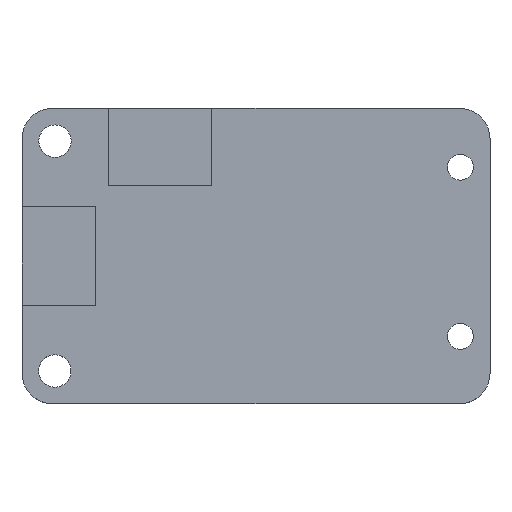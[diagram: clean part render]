
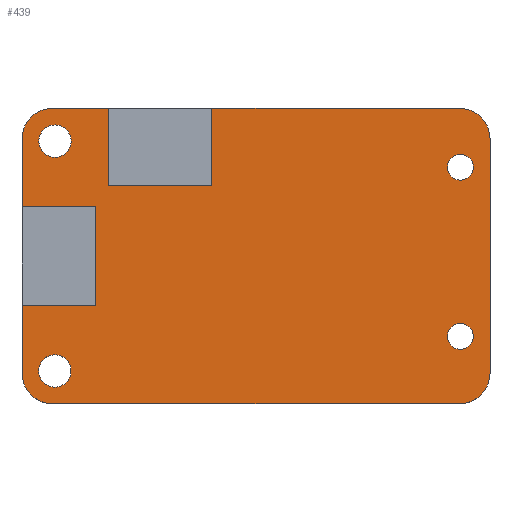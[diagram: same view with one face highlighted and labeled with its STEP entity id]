
A CAD part, top view. The second image highlights one B-rep face of the part: STEP entity #439.
In plain terms, the highlighted planar face has unit normal (0, 0, 1).
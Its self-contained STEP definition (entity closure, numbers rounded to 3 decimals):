
#19=FACE_BOUND('',#74,.T.);
#20=FACE_BOUND('',#75,.T.);
#21=FACE_BOUND('',#76,.T.);
#22=FACE_BOUND('',#77,.T.);
#28=PLANE('',#483);
#47=FACE_OUTER_BOUND('',#73,.T.);
#73=EDGE_LOOP('',(#317,#318,#319,#320,#321,#322,#323,#324));
#74=EDGE_LOOP('',(#325));
#75=EDGE_LOOP('',(#326));
#76=EDGE_LOOP('',(#327));
#77=EDGE_LOOP('',(#328));
#107=LINE('',#663,#151);
#110=LINE('',#669,#154);
#111=LINE('',#673,#155);
#112=LINE('',#677,#156);
#151=VECTOR('',#533,10.);
#154=VECTOR('',#538,10.);
#155=VECTOR('',#541,10.);
#156=VECTOR('',#544,10.);
#194=CIRCLE('',#481,2.36);
#195=CIRCLE('',#484,2.36);
#196=CIRCLE('',#485,2.36);
#197=CIRCLE('',#486,2.36);
#198=CIRCLE('',#487,1.25);
#199=CIRCLE('',#488,1.25);
#200=CIRCLE('',#489,1.);
#201=CIRCLE('',#490,1.);
#211=VERTEX_POINT('',#656);
#212=VERTEX_POINT('',#658);
#213=VERTEX_POINT('',#662);
#215=VERTEX_POINT('',#668);
#216=VERTEX_POINT('',#670);
#217=VERTEX_POINT('',#672);
#218=VERTEX_POINT('',#674);
#219=VERTEX_POINT('',#676);
#220=VERTEX_POINT('',#679);
#221=VERTEX_POINT('',#681);
#222=VERTEX_POINT('',#683);
#223=VERTEX_POINT('',#685);
#251=EDGE_CURVE('',#211,#212,#194,.T.);
#253=EDGE_CURVE('',#213,#212,#107,.T.);
#256=EDGE_CURVE('',#211,#215,#110,.T.);
#257=EDGE_CURVE('',#216,#215,#195,.T.);
#258=EDGE_CURVE('',#217,#216,#111,.T.);
#259=EDGE_CURVE('',#218,#217,#196,.T.);
#260=EDGE_CURVE('',#218,#219,#112,.T.);
#261=EDGE_CURVE('',#213,#219,#197,.T.);
#262=EDGE_CURVE('',#220,#220,#198,.T.);
#263=EDGE_CURVE('',#221,#221,#199,.T.);
#264=EDGE_CURVE('',#222,#222,#200,.T.);
#265=EDGE_CURVE('',#223,#223,#201,.T.);
#317=ORIENTED_EDGE('',*,*,#251,.F.);
#318=ORIENTED_EDGE('',*,*,#256,.T.);
#319=ORIENTED_EDGE('',*,*,#257,.F.);
#320=ORIENTED_EDGE('',*,*,#258,.F.);
#321=ORIENTED_EDGE('',*,*,#259,.F.);
#322=ORIENTED_EDGE('',*,*,#260,.T.);
#323=ORIENTED_EDGE('',*,*,#261,.F.);
#324=ORIENTED_EDGE('',*,*,#253,.T.);
#325=ORIENTED_EDGE('',*,*,#262,.T.);
#326=ORIENTED_EDGE('',*,*,#263,.T.);
#327=ORIENTED_EDGE('',*,*,#264,.T.);
#328=ORIENTED_EDGE('',*,*,#265,.T.);
#439=ADVANCED_FACE('',(#47,#19,#20,#21,#22),#28,.T.);
#481=AXIS2_PLACEMENT_3D('',#659,#528,#529);
#483=AXIS2_PLACEMENT_3D('',#667,#536,#537);
#484=AXIS2_PLACEMENT_3D('',#671,#539,#540);
#485=AXIS2_PLACEMENT_3D('',#675,#542,#543);
#486=AXIS2_PLACEMENT_3D('',#678,#545,#546);
#487=AXIS2_PLACEMENT_3D('',#680,#547,#548);
#488=AXIS2_PLACEMENT_3D('',#682,#549,#550);
#489=AXIS2_PLACEMENT_3D('',#684,#551,#552);
#490=AXIS2_PLACEMENT_3D('',#686,#553,#554);
#528=DIRECTION('center_axis',(0.,0.,-1.));
#529=DIRECTION('ref_axis',(0.707,-0.707,0.));
#533=DIRECTION('',(1.,0.,0.));
#536=DIRECTION('center_axis',(0.,0.,1.));
#537=DIRECTION('ref_axis',(1.,0.,0.));
#538=DIRECTION('',(0.,1.,0.));
#539=DIRECTION('center_axis',(0.,0.,-1.));
#540=DIRECTION('ref_axis',(0.707,0.707,0.));
#541=DIRECTION('',(1.,0.,0.));
#542=DIRECTION('center_axis',(0.,0.,-1.));
#543=DIRECTION('ref_axis',(-0.707,0.707,0.));
#544=DIRECTION('',(0.,-1.,0.));
#545=DIRECTION('center_axis',(0.,0.,-1.));
#546=DIRECTION('ref_axis',(-0.707,-0.707,0.));
#547=DIRECTION('center_axis',(0.,0.,-1.));
#548=DIRECTION('ref_axis',(1.,0.,0.));
#549=DIRECTION('center_axis',(0.,0.,-1.));
#550=DIRECTION('ref_axis',(1.,0.,0.));
#551=DIRECTION('center_axis',(0.,0.,-1.));
#552=DIRECTION('ref_axis',(1.,0.,0.));
#553=DIRECTION('center_axis',(0.,0.,-1.));
#554=DIRECTION('ref_axis',(1.,0.,0.));
#656=CARTESIAN_POINT('',(36.2,2.36,0.));
#658=CARTESIAN_POINT('',(33.84,0.,0.));
#659=CARTESIAN_POINT('Origin',(33.84,2.36,0.));
#662=CARTESIAN_POINT('',(2.36,0.,0.));
#663=CARTESIAN_POINT('',(0.,0.,0.));
#667=CARTESIAN_POINT('Origin',(18.1,11.43,0.));
#668=CARTESIAN_POINT('',(36.2,20.5,0.));
#669=CARTESIAN_POINT('',(36.2,0.,0.));
#670=CARTESIAN_POINT('',(33.84,22.86,0.));
#671=CARTESIAN_POINT('Origin',(33.84,20.5,0.));
#672=CARTESIAN_POINT('',(2.36,22.86,0.));
#673=CARTESIAN_POINT('',(6.67,22.86,0.));
#674=CARTESIAN_POINT('',(0.,20.5,0.));
#675=CARTESIAN_POINT('Origin',(2.36,20.5,0.));
#676=CARTESIAN_POINT('',(0.,2.36,0.));
#677=CARTESIAN_POINT('',(0.,22.86,0.));
#678=CARTESIAN_POINT('Origin',(2.36,2.36,0.));
#679=CARTESIAN_POINT('',(1.303,20.32,0.));
#680=CARTESIAN_POINT('Origin',(2.553,20.32,0.));
#681=CARTESIAN_POINT('',(1.29,2.54,0.));
#682=CARTESIAN_POINT('Origin',(2.54,2.54,0.));
#683=CARTESIAN_POINT('',(32.909,5.22,0.));
#684=CARTESIAN_POINT('Origin',(33.909,5.22,0.));
#685=CARTESIAN_POINT('',(32.909,18.3,0.));
#686=CARTESIAN_POINT('Origin',(33.909,18.3,0.));
